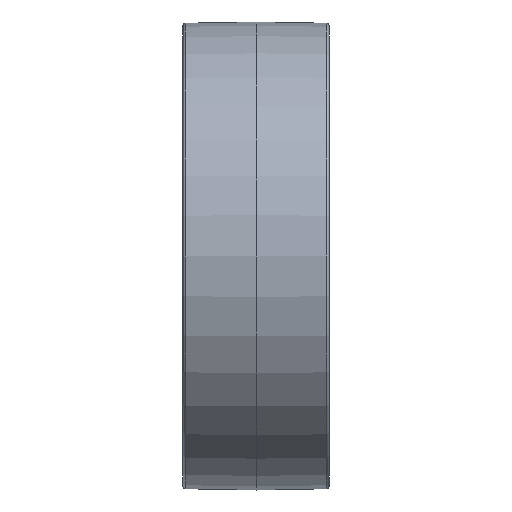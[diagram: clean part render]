
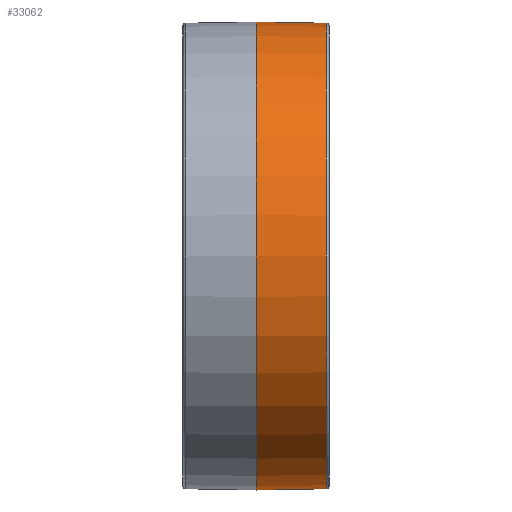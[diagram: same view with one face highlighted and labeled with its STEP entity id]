
A CAD part, front view. The second image highlights one B-rep face of the part: STEP entity #33062.
In plain terms, the highlighted conical face has half-angle 1 degrees and reference radius 38.1 mm.
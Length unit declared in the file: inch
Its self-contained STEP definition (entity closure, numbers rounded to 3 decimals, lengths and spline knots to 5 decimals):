
#221 = DIRECTION ( 'NONE',  ( 1., 0., 0. ) ) ;
#552 = CARTESIAN_POINT ( 'NONE',  ( 0., 0., 1.5 ) ) ;
#3428 = DIRECTION ( 'NONE',  ( -1., 0., -0.017 ) ) ;
#5177 = VERTEX_POINT ( 'NONE', #552 ) ;
#6100 = EDGE_CURVE ( 'NONE', #11168, #26499, #18360, .T. ) ;
#6573 = ORIENTED_EDGE ( 'NONE', *, *, #57216, .T. ) ;
#8215 = DIRECTION ( 'NONE',  ( 0., 0., -1. ) ) ;
#11168 = VERTEX_POINT ( 'NONE', #18920 ) ;
#11439 = AXIS2_PLACEMENT_3D ( 'NONE', #55328, #45941, #20311 ) ;
#18360 = LINE ( 'NONE', #37216, #49119 ) ;
#18726 = CARTESIAN_POINT ( 'NONE',  ( 0.44941, 0., 1.49216 ) ) ;
#18920 = CARTESIAN_POINT ( 'NONE',  ( 0.44941, 0., -1.49216 ) ) ;
#20311 = DIRECTION ( 'NONE',  ( 0., 0., 1. ) ) ;
#21515 = DIRECTION ( 'NONE',  ( -1., 0., 0.017 ) ) ;
#24724 = AXIS2_PLACEMENT_3D ( 'NONE', #49550, #221, #59585 ) ;
#25278 = ORIENTED_EDGE ( 'NONE', *, *, #6100, .F. ) ;
#26499 = VERTEX_POINT ( 'NONE', #41664 ) ;
#33005 = EDGE_CURVE ( 'NONE', #57038, #5177, #51338, .T. ) ;
#33062 = ADVANCED_FACE ( 'NONE', ( #35826 ), #63999, .T. ) ;
#35826 = FACE_OUTER_BOUND ( 'NONE', #48625, .T. ) ;
#36041 = AXIS2_PLACEMENT_3D ( 'NONE', #55576, #57504, #8215 ) ;
#37075 = ORIENTED_EDGE ( 'NONE', *, *, #33005, .T. ) ;
#37216 = CARTESIAN_POINT ( 'NONE',  ( 0., 0., -1.5 ) ) ;
#38194 = CIRCLE ( 'NONE', #24724, 1.5 ) ;
#39410 = CIRCLE ( 'NONE', #11439, 1.49216 ) ;
#41664 = CARTESIAN_POINT ( 'NONE',  ( 0., 0., -1.5 ) ) ;
#45857 = CARTESIAN_POINT ( 'NONE',  ( 0., 0., 1.5 ) ) ;
#45941 = DIRECTION ( 'NONE',  ( -1., 0., 0. ) ) ;
#46400 = VECTOR ( 'NONE', #21515, 39.37008 ) ;
#48625 = EDGE_LOOP ( 'NONE', ( #6573, #37075, #59988, #25278 ) ) ;
#49119 = VECTOR ( 'NONE', #3428, 39.37008 ) ;
#49550 = CARTESIAN_POINT ( 'NONE',  ( 0., 0., 0. ) ) ;
#51338 = LINE ( 'NONE', #45857, #46400 ) ;
#52909 = EDGE_CURVE ( 'NONE', #5177, #26499, #38194, .T. ) ;
#55328 = CARTESIAN_POINT ( 'NONE',  ( 0.44941, 0., 0. ) ) ;
#55576 = CARTESIAN_POINT ( 'NONE',  ( 0., 0., 0. ) ) ;
#57038 = VERTEX_POINT ( 'NONE', #18726 ) ;
#57216 = EDGE_CURVE ( 'NONE', #11168, #57038, #39410, .T. ) ;
#57504 = DIRECTION ( 'NONE',  ( -1., 0., 0. ) ) ;
#59585 = DIRECTION ( 'NONE',  ( 0., 0., -1. ) ) ;
#59988 = ORIENTED_EDGE ( 'NONE', *, *, #52909, .T. ) ;
#63999 = CONICAL_SURFACE ( 'NONE', #36041, 1.5, 0.017 ) ;
